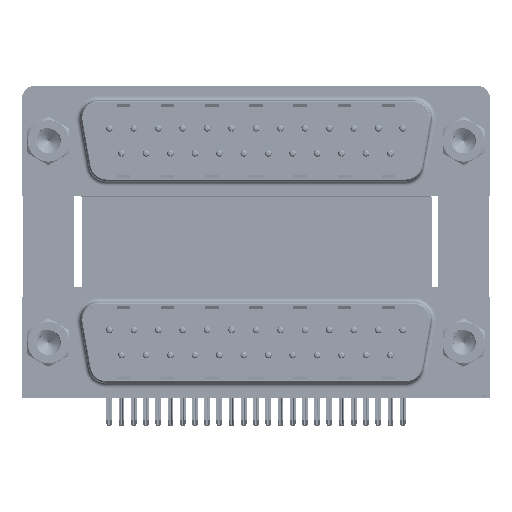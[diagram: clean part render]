
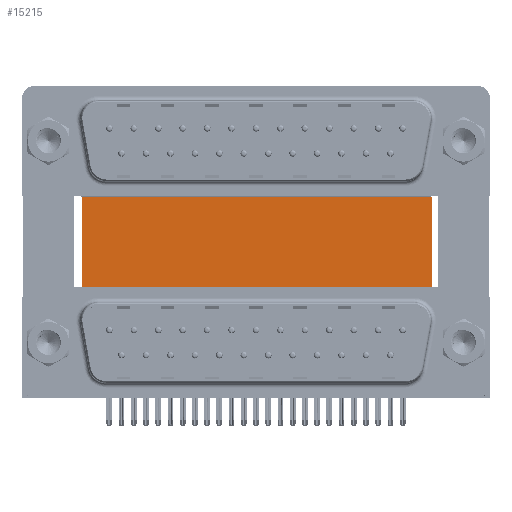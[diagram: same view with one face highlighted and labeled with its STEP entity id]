
A CAD part, top view. The second image highlights one B-rep face of the part: STEP entity #15215.
In plain terms, the highlighted planar face has unit normal (0, 0, 1).
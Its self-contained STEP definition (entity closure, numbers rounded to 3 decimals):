
#333 = VECTOR ( 'NONE', #14218, 1000. ) ;
#658 = DIRECTION ( 'NONE',  ( 1., 0., 0. ) ) ;
#684 = DIRECTION ( 'NONE',  ( -1., 0., 0. ) ) ;
#777 = CARTESIAN_POINT ( 'NONE',  ( 43.43, 16.585, -12. ) ) ;
#2059 = VERTEX_POINT ( 'NONE', #4285 ) ;
#4285 = CARTESIAN_POINT ( 'NONE',  ( 43.43, -3.735, -12. ) ) ;
#4502 = FACE_OUTER_BOUND ( 'NONE', #38089, .T. ) ;
#5466 = CARTESIAN_POINT ( 'NONE',  ( 3.79, -3.735, -12. ) ) ;
#6343 = LINE ( 'NONE', #26724, #44554 ) ;
#7719 = EDGE_CURVE ( 'NONE', #31391, #2059, #6343, .T. ) ;
#11715 = CARTESIAN_POINT ( 'NONE',  ( 3.79, 16.585, -12. ) ) ;
#14218 = DIRECTION ( 'NONE',  ( 0., -1., 0. ) ) ;
#14710 = VECTOR ( 'NONE', #15903, 1000. ) ;
#14777 = VERTEX_POINT ( 'NONE', #23370 ) ;
#15167 = ORIENTED_EDGE ( 'NONE', *, *, #42867, .T. ) ;
#15215 = ADVANCED_FACE ( 'NONE', ( #4502 ), #21488, .F. ) ;
#15903 = DIRECTION ( 'NONE',  ( 1., 0., 0. ) ) ;
#18177 = EDGE_CURVE ( 'NONE', #14777, #20339, #21687, .T. ) ;
#19809 = CARTESIAN_POINT ( 'NONE',  ( 3.79, -3.735, -12. ) ) ;
#20339 = VERTEX_POINT ( 'NONE', #19809 ) ;
#21488 = PLANE ( 'NONE',  #26910 ) ;
#21687 = LINE ( 'NONE', #11715, #333 ) ;
#22155 = DIRECTION ( 'NONE',  ( 0., 0., -1. ) ) ;
#22226 = LINE ( 'NONE', #5466, #14710 ) ;
#23370 = CARTESIAN_POINT ( 'NONE',  ( 3.79, 16.585, -12. ) ) ;
#26505 = DIRECTION ( 'NONE',  ( 0., -1., 0. ) ) ;
#26724 = CARTESIAN_POINT ( 'NONE',  ( 43.43, 16.585, -12. ) ) ;
#26910 = AXIS2_PLACEMENT_3D ( 'NONE', #28710, #22155, #684 ) ;
#28710 = CARTESIAN_POINT ( 'NONE',  ( 3.79, 16.585, -12. ) ) ;
#29163 = EDGE_CURVE ( 'NONE', #14777, #31391, #34363, .T. ) ;
#30965 = CARTESIAN_POINT ( 'NONE',  ( 3.79, 16.585, -12. ) ) ;
#31182 = ORIENTED_EDGE ( 'NONE', *, *, #7719, .F. ) ;
#31391 = VERTEX_POINT ( 'NONE', #777 ) ;
#32296 = VECTOR ( 'NONE', #658, 1000. ) ;
#33775 = ORIENTED_EDGE ( 'NONE', *, *, #18177, .T. ) ;
#34363 = LINE ( 'NONE', #30965, #32296 ) ;
#38089 = EDGE_LOOP ( 'NONE', ( #15167, #31182, #39264, #33775 ) ) ;
#39264 = ORIENTED_EDGE ( 'NONE', *, *, #29163, .F. ) ;
#42867 = EDGE_CURVE ( 'NONE', #20339, #2059, #22226, .T. ) ;
#44554 = VECTOR ( 'NONE', #26505, 1000. ) ;
